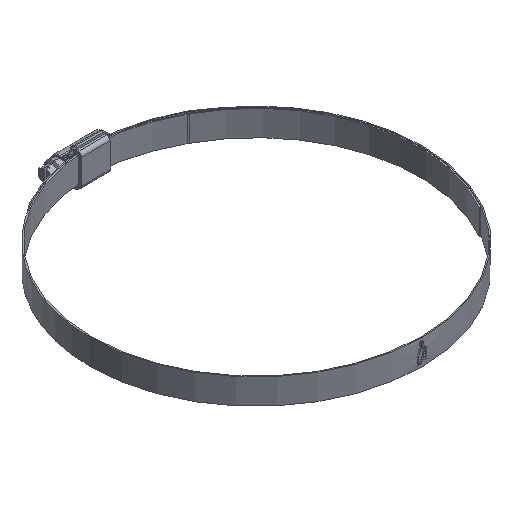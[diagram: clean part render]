
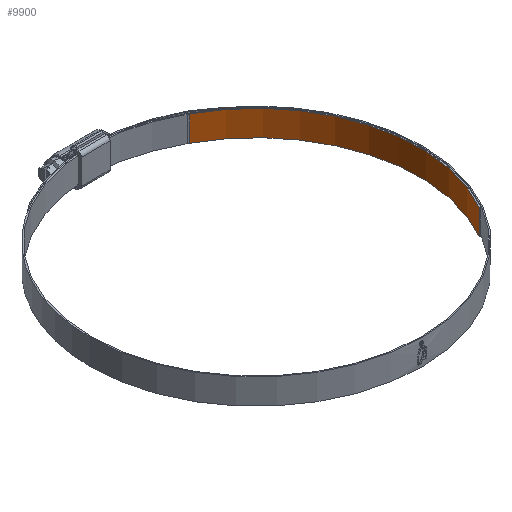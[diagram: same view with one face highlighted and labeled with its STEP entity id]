
A CAD part, isometric view. The second image highlights one B-rep face of the part: STEP entity #9900.
In plain terms, the highlighted cylindrical face has radius 102 mm (diameter 204 mm), a partial arc.
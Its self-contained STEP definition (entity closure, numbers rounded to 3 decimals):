
#427 = CARTESIAN_POINT ( 'NONE',  ( 88.335, -51., 7.95 ) ) ;
#1010 = ORIENTED_EDGE ( 'NONE', *, *, #7440, .T. ) ;
#1326 = EDGE_CURVE ( 'NONE', #1732, #7659, #5533, .T. ) ;
#1395 = DIRECTION ( 'NONE',  ( 0., 0., -1. ) ) ;
#1600 = AXIS2_PLACEMENT_3D ( 'NONE', #10011, #1395, #4528 ) ;
#1732 = VERTEX_POINT ( 'NONE', #6536 ) ;
#2009 = VECTOR ( 'NONE', #4167, 1000. ) ;
#2016 = DIRECTION ( 'NONE',  ( 0., 0., 1. ) ) ;
#2053 = ORIENTED_EDGE ( 'NONE', *, *, #1326, .T. ) ;
#2878 = EDGE_LOOP ( 'NONE', ( #4823, #6461, #2053, #1010 ) ) ;
#3165 = VERTEX_POINT ( 'NONE', #3483 ) ;
#3483 = CARTESIAN_POINT ( 'NONE',  ( 88.335, -51., -7.95 ) ) ;
#3499 = VERTEX_POINT ( 'NONE', #5858 ) ;
#4167 = DIRECTION ( 'NONE',  ( 0., 0., -1. ) ) ;
#4371 = CARTESIAN_POINT ( 'NONE',  ( 0., 0., 7.95 ) ) ;
#4379 = DIRECTION ( 'NONE',  ( 0., 0., -1. ) ) ;
#4528 = DIRECTION ( 'NONE',  ( -1., 0., 0. ) ) ;
#4575 = FACE_OUTER_BOUND ( 'NONE', #2878, .T. ) ;
#4727 = VECTOR ( 'NONE', #4379, 1000. ) ;
#4823 = ORIENTED_EDGE ( 'NONE', *, *, #5276, .F. ) ;
#5276 = EDGE_CURVE ( 'NONE', #3165, #3499, #6420, .T. ) ;
#5533 = CIRCLE ( 'NONE', #6368, 102. ) ;
#5714 = LINE ( 'NONE', #8885, #2009 ) ;
#5858 = CARTESIAN_POINT ( 'NONE',  ( 48.347, 89.814, -7.95 ) ) ;
#5880 = LINE ( 'NONE', #427, #4727 ) ;
#6155 = DIRECTION ( 'NONE',  ( 1., 0., 0. ) ) ;
#6368 = AXIS2_PLACEMENT_3D ( 'NONE', #4371, #2016, #9090 ) ;
#6420 = CIRCLE ( 'NONE', #9236, 102. ) ;
#6461 = ORIENTED_EDGE ( 'NONE', *, *, #9841, .F. ) ;
#6536 = CARTESIAN_POINT ( 'NONE',  ( 88.335, -51., 7.95 ) ) ;
#6738 = CARTESIAN_POINT ( 'NONE',  ( 0., 0., -7.95 ) ) ;
#7440 = EDGE_CURVE ( 'NONE', #7659, #3499, #5714, .T. ) ;
#7659 = VERTEX_POINT ( 'NONE', #8147 ) ;
#7738 = CYLINDRICAL_SURFACE ( 'NONE', #1600, 102. ) ;
#8147 = CARTESIAN_POINT ( 'NONE',  ( 48.347, 89.814, 7.95 ) ) ;
#8885 = CARTESIAN_POINT ( 'NONE',  ( 48.347, 89.814, 7.95 ) ) ;
#9090 = DIRECTION ( 'NONE',  ( 1., 0., 0. ) ) ;
#9236 = AXIS2_PLACEMENT_3D ( 'NONE', #6738, #9899, #6155 ) ;
#9841 = EDGE_CURVE ( 'NONE', #1732, #3165, #5880, .T. ) ;
#9899 = DIRECTION ( 'NONE',  ( 0., 0., 1. ) ) ;
#9900 = ADVANCED_FACE ( 'NONE', ( #4575 ), #7738, .F. ) ;
#10011 = CARTESIAN_POINT ( 'NONE',  ( 0., 0., 7.95 ) ) ;
